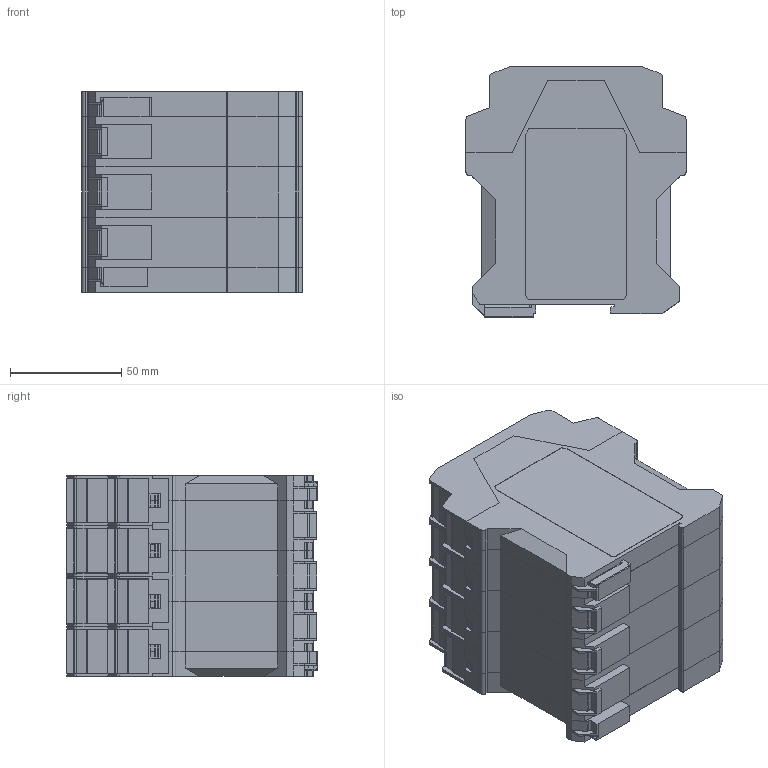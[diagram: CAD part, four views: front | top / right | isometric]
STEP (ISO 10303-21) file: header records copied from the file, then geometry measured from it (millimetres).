
FILE_DESCRIPTION((''),'2;1');
FILE_NAME('4ER_BLOCK_ASM','2008-01-11T',('IndustrieHansa'),('Pepperl+Fuchs'),'PRO/ENGINEER BY PARAMETRIC TECHNOLOGY CORPORATION, 2006420','PRO/ENGINEER BY PARAMETRIC TECHNOLOGY CORPORATION, 2006420','');
FILE_SCHEMA(('AUTOMOTIVE_DESIGN_CC2 { 1 2 10303 214 -1 1 5 2 }'));
Length unit declared in the file: millimetre
Products named in the file (7): 111280_ME22_5UTM__4ER; 111280_ME_22_5_UTL__4ER; 125087_MSS_SUPPLY_INT4ER; SCHILD_NURZIFFERN__4ER; STECKERTEIL-1779851__4ER; 111280_ME_22_5_UTR__4ER; 4ER_BLOCK_ASM
Assembly tree (29 placements, depth 2):
  4ER_BLOCK_ASM
    111280_ME22_5UTM__4ER  x3
    111280_ME_22_5_UTL__4ER
    125087_MSS_SUPPLY_INT4ER  x4
    SCHILD_NURZIFFERN__4ER  x4
    STECKERTEIL-1779851__4ER  x16
    111280_ME_22_5_UTR__4ER
Bounding box: 99 x 112.79 x 90.4 mm (x, y, z)
Volume: 297036 mm3; surface area: 163371.5 mm2
Topology: 29 solids, 29 shells, 1221 faces, 3508 edges, 2321 vertices
Faces by surface type: plane 953, cylinder 268
Entity records: 20533 total; most frequent: CARTESIAN_POINT 2917, ORIENTED_EDGE 2818, DIRECTION 2656, PRESENTATION_STYLE_ASSIGNMENT 1425, STYLED_ITEM 1425, CURVE_STYLE 1419, EDGE_CURVE 1409, VECTOR 1188
